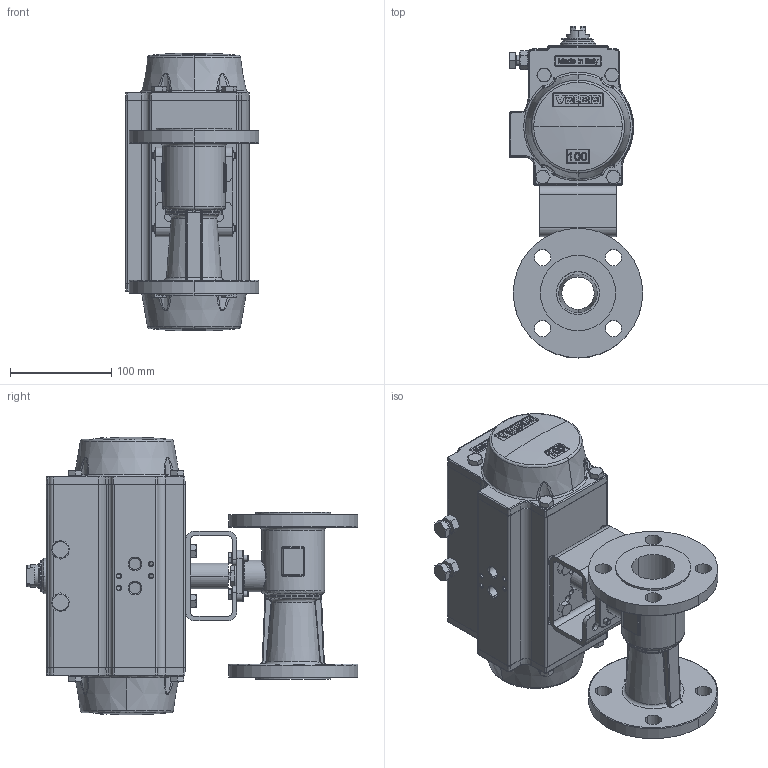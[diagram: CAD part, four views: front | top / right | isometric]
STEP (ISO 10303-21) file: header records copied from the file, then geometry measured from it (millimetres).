
FILE_DESCRIPTION (( 'STEP AP203' ), '1' );
FILE_NAME ('2000R-150_UT-3.STEP', '2018-01-17T18:58:07', ( '' ), ( '' ), 'SwSTEP 2.0', 'SolidWorks 2014', '' );
FILE_SCHEMA (( 'CONFIG_CONTROL_DESIGN' ));
Products named in the file (1): 2000R-150_UT-3
Bounding box: 132.03 x 328.51 x 275.2 mm (x, y, z)
Surface area: 290117.5 mm2 (no closed solid volume)
Topology: 0 solids, 29 shells, 1361 faces, 4325 edges, 2856 vertices
Faces by surface type: plane 450, bspline 346, cylinder 280, cone 212, sphere 37, torus 36
Entity records: 71130 total; most frequent: CARTESIAN_POINT 36429, ORIENTED_EDGE 7196, DIRECTION 6486, EDGE_CURVE 4299, VERTEX_POINT 2856, AXIS2_PLACEMENT_3D 2451, VECTOR 1584, LINE 1584
